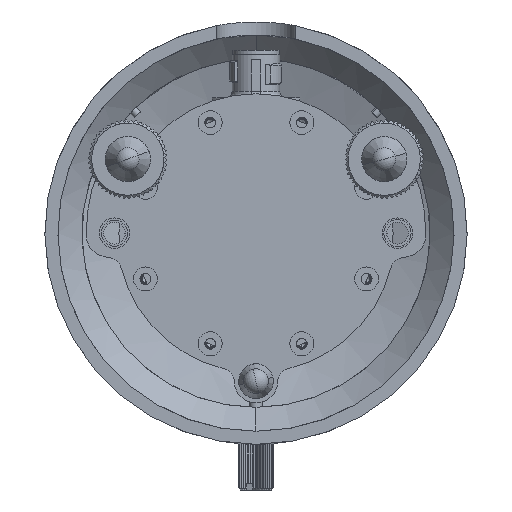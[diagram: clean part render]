
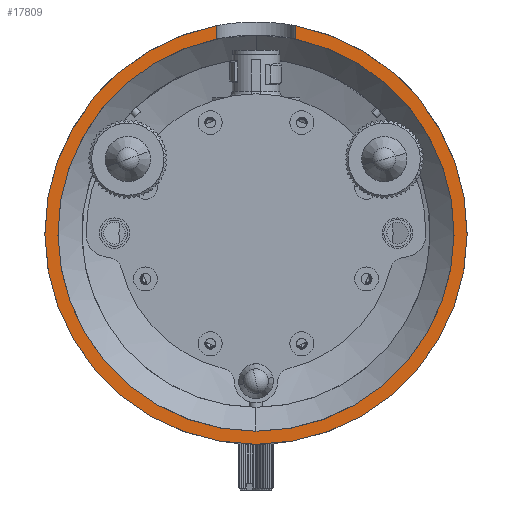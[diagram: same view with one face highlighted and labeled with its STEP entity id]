
A CAD part, front view. The second image highlights one B-rep face of the part: STEP entity #17809.
In plain terms, the highlighted planar face has unit normal (0, -1, 0).
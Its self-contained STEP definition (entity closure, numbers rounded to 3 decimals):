
#204 = EDGE_CURVE ( 'NONE', #32885, #31712, #19613, .T. ) ;
#331 = DIRECTION ( 'NONE',  ( 0., 0., 1. ) ) ;
#1298 = EDGE_LOOP ( 'NONE', ( #13962, #28962, #15660, #33164, #4458, #33113 ) ) ;
#1593 = CARTESIAN_POINT ( 'NONE',  ( 0., -3.3, 0. ) ) ;
#3706 = CARTESIAN_POINT ( 'NONE',  ( -9., -3.3, 0. ) ) ;
#4458 = ORIENTED_EDGE ( 'NONE', *, *, #17850, .T. ) ;
#6488 = VERTEX_POINT ( 'NONE', #24535 ) ;
#7144 = AXIS2_PLACEMENT_3D ( 'NONE', #1593, #14773, #12266 ) ;
#10160 = AXIS2_PLACEMENT_3D ( 'NONE', #24371, #29733, #11205 ) ;
#11205 = DIRECTION ( 'NONE',  ( 0., 0., 1. ) ) ;
#11932 = FACE_OUTER_BOUND ( 'NONE', #1298, .T. ) ;
#12266 = DIRECTION ( 'NONE',  ( 0., 0., 1. ) ) ;
#12291 = AXIS2_PLACEMENT_3D ( 'NONE', #33972, #33622, #17642 ) ;
#12822 = DIRECTION ( 'NONE',  ( 0., -1., 0. ) ) ;
#13241 = CARTESIAN_POINT ( 'NONE',  ( -9., -3.3, 44.601 ) ) ;
#13580 = CIRCLE ( 'NONE', #10160, 45.5 ) ;
#13712 = EDGE_CURVE ( 'NONE', #25358, #16954, #13580, .T. ) ;
#13861 = LINE ( 'NONE', #33050, #28747 ) ;
#13962 = ORIENTED_EDGE ( 'NONE', *, *, #34676, .F. ) ;
#14773 = DIRECTION ( 'NONE',  ( 0., -1., 0. ) ) ;
#15660 = ORIENTED_EDGE ( 'NONE', *, *, #34279, .F. ) ;
#16954 = VERTEX_POINT ( 'NONE', #17121 ) ;
#17121 = CARTESIAN_POINT ( 'NONE',  ( 9., -3.3, 44.601 ) ) ;
#17422 = DIRECTION ( 'NONE',  ( 0., 0., -1. ) ) ;
#17642 = DIRECTION ( 'NONE',  ( 0., 0., 1. ) ) ;
#17809 = ADVANCED_FACE ( 'NONE', ( #11932 ), #25966, .T. ) ;
#17850 = EDGE_CURVE ( 'NONE', #6488, #32885, #33307, .T. ) ;
#17989 = DIRECTION ( 'NONE',  ( 0., -1., 0. ) ) ;
#18772 = VECTOR ( 'NONE', #17422, 1000. ) ;
#19613 = CIRCLE ( 'NONE', #29278, 48.5 ) ;
#20384 = CARTESIAN_POINT ( 'NONE',  ( 9., -3.3, 47.658 ) ) ;
#22934 = CARTESIAN_POINT ( 'NONE',  ( 0., -3.3, 0. ) ) ;
#23661 = DIRECTION ( 'NONE',  ( 0., 0., 1. ) ) ;
#24371 = CARTESIAN_POINT ( 'NONE',  ( 0., -3.3, 0. ) ) ;
#24535 = CARTESIAN_POINT ( 'NONE',  ( -9., -3.3, 47.658 ) ) ;
#25358 = VERTEX_POINT ( 'NONE', #32346 ) ;
#25925 = AXIS2_PLACEMENT_3D ( 'NONE', #22934, #17989, #33797 ) ;
#25966 = PLANE ( 'NONE',  #12291 ) ;
#26235 = VERTEX_POINT ( 'NONE', #13241 ) ;
#26532 = CARTESIAN_POINT ( 'NONE',  ( 0., -3.3, 0. ) ) ;
#27750 = CARTESIAN_POINT ( 'NONE',  ( 0., -3.3, -48.5 ) ) ;
#28747 = VECTOR ( 'NONE', #331, 1000. ) ;
#28962 = ORIENTED_EDGE ( 'NONE', *, *, #13712, .F. ) ;
#29250 = EDGE_CURVE ( 'NONE', #6488, #26235, #31085, .T. ) ;
#29278 = AXIS2_PLACEMENT_3D ( 'NONE', #26532, #12822, #23661 ) ;
#29733 = DIRECTION ( 'NONE',  ( 0., -1., 0. ) ) ;
#31085 = LINE ( 'NONE', #3706, #18772 ) ;
#31712 = VERTEX_POINT ( 'NONE', #20384 ) ;
#32346 = CARTESIAN_POINT ( 'NONE',  ( 0., -3.3, -45.5 ) ) ;
#32885 = VERTEX_POINT ( 'NONE', #27750 ) ;
#33050 = CARTESIAN_POINT ( 'NONE',  ( 9., -3.3, 0. ) ) ;
#33113 = ORIENTED_EDGE ( 'NONE', *, *, #204, .T. ) ;
#33164 = ORIENTED_EDGE ( 'NONE', *, *, #29250, .F. ) ;
#33259 = CIRCLE ( 'NONE', #7144, 45.5 ) ;
#33307 = CIRCLE ( 'NONE', #25925, 48.5 ) ;
#33622 = DIRECTION ( 'NONE',  ( 0., -1., 0. ) ) ;
#33797 = DIRECTION ( 'NONE',  ( 0., 0., 1. ) ) ;
#33972 = CARTESIAN_POINT ( 'NONE',  ( -45.5, -3.3, 0. ) ) ;
#34279 = EDGE_CURVE ( 'NONE', #26235, #25358, #33259, .T. ) ;
#34676 = EDGE_CURVE ( 'NONE', #16954, #31712, #13861, .T. ) ;
